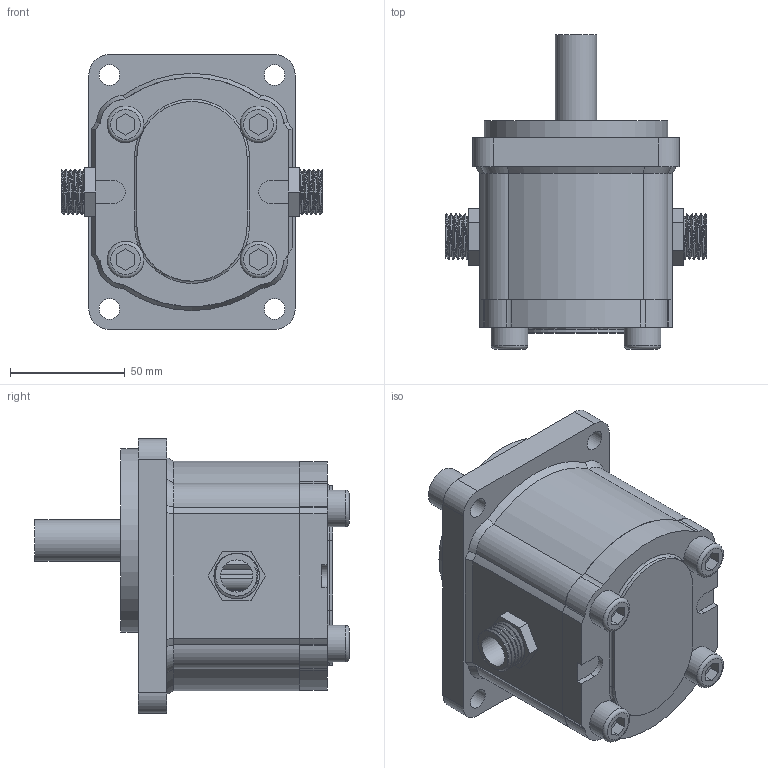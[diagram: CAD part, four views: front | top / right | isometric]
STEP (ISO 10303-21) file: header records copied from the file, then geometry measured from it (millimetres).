
FILE_DESCRIPTION(/* description */ (''),/* implementation_level */ '2;1');
FILE_NAME(/* name */ 'Hydraulic Pump v4.step',/* time_stamp */ '2022-06-16T10:57:18+05:30',/* author */ (''),/* organization */ (''),/* preprocessor_version */ 'ST-DEVELOPER v19',/* originating_system */ 'Autodesk Translation Framework v11.7.0.108',/* authorisation */ '');
FILE_SCHEMA (('AUTOMOTIVE_DESIGN { 1 0 10303 214 3 1 1 }'));
Products named in the file (18): Hydraulic Pump; Rear Plate; Lag Sleev; Lag Sleev(Mirror); Oil Seal; Gear 1; Gear 2; Lag Sleev(Mirror) (1); Lag Sleev(Mirror)(Mirror); Oil Seal(Mirror); Front Plate; Pump Body; Valve; Valve(Mirror); Component14; Component14(Mirror); Component14(Mirror) (1); Component14(Mirror)(Mirror)
Assembly tree (17 placements, depth 2):
  Hydraulic Pump
    Rear Plate
    Lag Sleev
    Lag Sleev(Mirror)
    Oil Seal
    Gear 1
    Gear 2
    Lag Sleev(Mirror) (1)
    Lag Sleev(Mirror)(Mirror)
    Oil Seal(Mirror)
    Front Plate
    Pump Body
    Valve
    Valve(Mirror)
    Component14
    Component14(Mirror)
    Component14(Mirror) (1)
    Component14(Mirror)(Mirror)
Bounding box: 114 x 137 x 120 mm (x, y, z)
Volume: 664737.5 mm3; surface area: 164302 mm2
Topology: 17 solids, 17 shells, 647 faces, 1742 edges, 1160 vertices
Faces by surface type: cylinder 467, plane 149, bspline 16, cone 9, torus 6
Full cylindrical faces by diameter (mm): 7.446 x48, 8.866 x76, 9 x16, 14 x2, 16 x12, 17.534 x16, 18 x5, 19 x2, 19.822 x16, 20 x5, 30 x2, 35 x1, 80 x1
Entity records: 40231 total; most frequent: CARTESIAN_POINT 24086, ORIENTED_EDGE 3484, DIRECTION 2954, EDGE_CURVE 1742, VERTEX_POINT 1160, AXIS2_PLACEMENT_3D 1139, EDGE_LOOP 730, LINE 676
